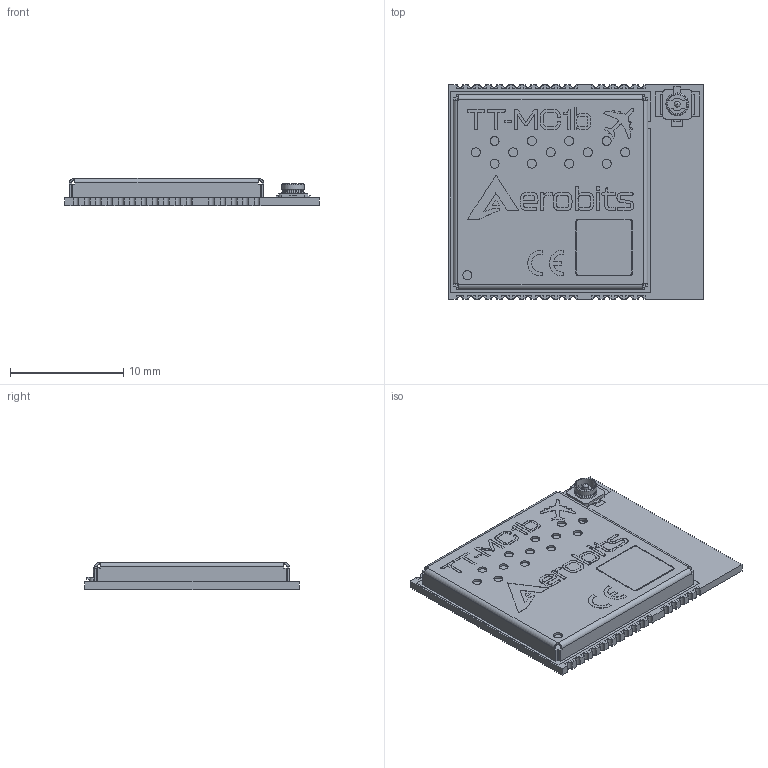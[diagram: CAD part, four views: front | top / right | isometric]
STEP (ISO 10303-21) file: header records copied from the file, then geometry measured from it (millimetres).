
FILE_DESCRIPTION(/* description */ (''),/* implementation_level */ '2;1');
FILE_NAME(/* name */ 'TT-MC1b.step',/* time_stamp */ '2023-05-17T13:24:48+02:00',/* author */ (''),/* organization */ (''),/* preprocessor_version */ 'ST-DEVELOPER v19.2',/* originating_system */ 'Autodesk Translation Framework v12.4.0.73',/* authorisation */ '');
FILE_SCHEMA (('AUTOMOTIVE_DESIGN { 1 0 10303 214 3 1 1 }'));
Length unit declared in the file: millimetre
Products named in the file (4): TT-MC1b; PCB_MC1b; MC_shield_3D; U.FL-R-SMT-1
Assembly tree (3 placements, depth 2):
  TT-MC1b
    PCB_MC1b
    MC_shield_3D
    U.FL-R-SMT-1
Bounding box: 22.5 x 19 x 2.4 mm (x, y, z)
Volume: 375.7 mm3; surface area: 1728.8 mm2
Topology: 3 solids, 3 shells, 1182 faces, 3397 edges, 2253 vertices
Faces by surface type: plane 876, cylinder 302, cone 3, bspline 1
Full cylindrical faces by diameter (mm): 0.5 x1, 0.8 x14, 1.7 x1, 1.86 x1, 2 x2
Entity records: 38859 total; most frequent: CARTESIAN_POINT 6865, ORIENTED_EDGE 6794, DIRECTION 6389, EDGE_CURVE 3397, LINE 2781, VECTOR 2781, VERTEX_POINT 2253, AXIS2_PLACEMENT_3D 1804
